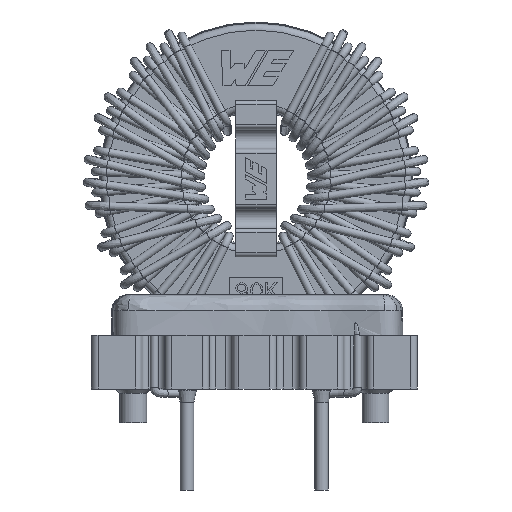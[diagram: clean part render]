
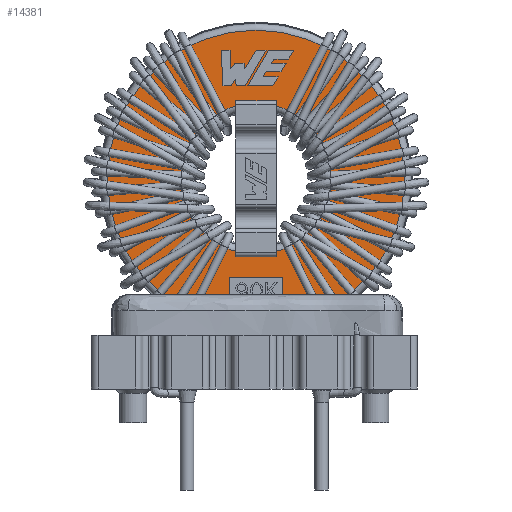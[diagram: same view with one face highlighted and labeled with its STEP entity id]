
A CAD part, front view. The second image highlights one B-rep face of the part: STEP entity #14381.
In plain terms, the highlighted planar face has unit normal (0, -1, 0).
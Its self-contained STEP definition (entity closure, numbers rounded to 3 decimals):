
#812=CIRCLE('',#16581,5.613);
#818=CIRCLE('',#16594,11.037);
#2464=ORIENTED_EDGE('',*,*,#5655,.F.);
#2465=ORIENTED_EDGE('',*,*,#5653,.F.);
#2466=ORIENTED_EDGE('',*,*,#5651,.F.);
#2467=ORIENTED_EDGE('',*,*,#5656,.F.);
#2468=ORIENTED_EDGE('',*,*,#5690,.F.);
#2469=ORIENTED_EDGE('',*,*,#5687,.F.);
#2470=ORIENTED_EDGE('',*,*,#5684,.F.);
#2471=ORIENTED_EDGE('',*,*,#5681,.F.);
#2472=ORIENTED_EDGE('',*,*,#5678,.F.);
#2473=ORIENTED_EDGE('',*,*,#5675,.F.);
#2474=ORIENTED_EDGE('',*,*,#5672,.F.);
#2475=ORIENTED_EDGE('',*,*,#5669,.F.);
#2476=ORIENTED_EDGE('',*,*,#5666,.F.);
#2477=ORIENTED_EDGE('',*,*,#5663,.F.);
#2478=ORIENTED_EDGE('',*,*,#5660,.F.);
#2479=ORIENTED_EDGE('',*,*,#5692,.F.);
#2480=ORIENTED_EDGE('',*,*,#5730,.F.);
#2481=ORIENTED_EDGE('',*,*,#5728,.F.);
#2482=ORIENTED_EDGE('',*,*,#5726,.F.);
#2483=ORIENTED_EDGE('',*,*,#5724,.F.);
#2484=ORIENTED_EDGE('',*,*,#5722,.F.);
#2485=ORIENTED_EDGE('',*,*,#5720,.F.);
#2486=ORIENTED_EDGE('',*,*,#5718,.F.);
#2487=ORIENTED_EDGE('',*,*,#5716,.F.);
#2488=ORIENTED_EDGE('',*,*,#5714,.F.);
#2489=ORIENTED_EDGE('',*,*,#5712,.F.);
#2490=ORIENTED_EDGE('',*,*,#5710,.F.);
#2491=ORIENTED_EDGE('',*,*,#5708,.F.);
#2492=ORIENTED_EDGE('',*,*,#5731,.F.);
#2493=ORIENTED_EDGE('',*,*,#5744,.T.);
#2494=ORIENTED_EDGE('',*,*,#5750,.T.);
#5651=EDGE_CURVE('',#7389,#7388,#8927,.T.);
#5653=EDGE_CURVE('',#7388,#7390,#8929,.T.);
#5655=EDGE_CURVE('',#7390,#7391,#8931,.T.);
#5656=EDGE_CURVE('',#7391,#7389,#8932,.T.);
#5660=EDGE_CURVE('',#7395,#7392,#8936,.T.);
#5663=EDGE_CURVE('',#7392,#7396,#8939,.T.);
#5666=EDGE_CURVE('',#7396,#7398,#8942,.T.);
#5669=EDGE_CURVE('',#7398,#7400,#8945,.T.);
#5672=EDGE_CURVE('',#7400,#7402,#8948,.T.);
#5675=EDGE_CURVE('',#7402,#7404,#8951,.T.);
#5678=EDGE_CURVE('',#7404,#7406,#8954,.T.);
#5681=EDGE_CURVE('',#7406,#7408,#8957,.T.);
#5684=EDGE_CURVE('',#7408,#7410,#8960,.T.);
#5687=EDGE_CURVE('',#7410,#7412,#8963,.T.);
#5690=EDGE_CURVE('',#7412,#7414,#8966,.T.);
#5692=EDGE_CURVE('',#7414,#7395,#8968,.T.);
#5708=EDGE_CURVE('',#7430,#7429,#8984,.T.);
#5710=EDGE_CURVE('',#7429,#7431,#8986,.T.);
#5712=EDGE_CURVE('',#7431,#7432,#8988,.T.);
#5714=EDGE_CURVE('',#7432,#7433,#8990,.T.);
#5716=EDGE_CURVE('',#7433,#7434,#8992,.T.);
#5718=EDGE_CURVE('',#7434,#7435,#8994,.T.);
#5720=EDGE_CURVE('',#7435,#7436,#8996,.T.);
#5722=EDGE_CURVE('',#7436,#7437,#8998,.T.);
#5724=EDGE_CURVE('',#7437,#7438,#9000,.T.);
#5726=EDGE_CURVE('',#7438,#7439,#9002,.T.);
#5728=EDGE_CURVE('',#7439,#7440,#9004,.T.);
#5730=EDGE_CURVE('',#7440,#7441,#9006,.T.);
#5731=EDGE_CURVE('',#7441,#7430,#9007,.T.);
#5744=EDGE_CURVE('',#7454,#7454,#812,.T.);
#5750=EDGE_CURVE('',#7460,#7460,#818,.T.);
#7388=VERTEX_POINT('',#23026);
#7389=VERTEX_POINT('',#23028);
#7390=VERTEX_POINT('',#23032);
#7391=VERTEX_POINT('',#23036);
#7392=VERTEX_POINT('',#23042);
#7395=VERTEX_POINT('',#23047);
#7396=VERTEX_POINT('',#23051);
#7398=VERTEX_POINT('',#23057);
#7400=VERTEX_POINT('',#23063);
#7402=VERTEX_POINT('',#23069);
#7404=VERTEX_POINT('',#23075);
#7406=VERTEX_POINT('',#23081);
#7408=VERTEX_POINT('',#23087);
#7410=VERTEX_POINT('',#23093);
#7412=VERTEX_POINT('',#23099);
#7414=VERTEX_POINT('',#23105);
#7429=VERTEX_POINT('',#23142);
#7430=VERTEX_POINT('',#23144);
#7431=VERTEX_POINT('',#23148);
#7432=VERTEX_POINT('',#23152);
#7433=VERTEX_POINT('',#23156);
#7434=VERTEX_POINT('',#23160);
#7435=VERTEX_POINT('',#23164);
#7436=VERTEX_POINT('',#23168);
#7437=VERTEX_POINT('',#23172);
#7438=VERTEX_POINT('',#23176);
#7439=VERTEX_POINT('',#23180);
#7440=VERTEX_POINT('',#23184);
#7441=VERTEX_POINT('',#23188);
#7454=VERTEX_POINT('',#23228);
#7460=VERTEX_POINT('',#23247);
#8927=LINE('',#23029,#9925);
#8929=LINE('',#23033,#9927);
#8931=LINE('',#23037,#9929);
#8932=LINE('',#23039,#9930);
#8936=LINE('',#23048,#9934);
#8939=LINE('',#23054,#9937);
#8942=LINE('',#23060,#9940);
#8945=LINE('',#23066,#9943);
#8948=LINE('',#23072,#9946);
#8951=LINE('',#23078,#9949);
#8954=LINE('',#23084,#9952);
#8957=LINE('',#23090,#9955);
#8960=LINE('',#23096,#9958);
#8963=LINE('',#23102,#9961);
#8966=LINE('',#23108,#9964);
#8968=LINE('',#23111,#9966);
#8984=LINE('',#23145,#9982);
#8986=LINE('',#23149,#9984);
#8988=LINE('',#23153,#9986);
#8990=LINE('',#23157,#9988);
#8992=LINE('',#23161,#9990);
#8994=LINE('',#23165,#9992);
#8996=LINE('',#23169,#9994);
#8998=LINE('',#23173,#9996);
#9000=LINE('',#23177,#9998);
#9002=LINE('',#23181,#10000);
#9004=LINE('',#23185,#10002);
#9006=LINE('',#23189,#10004);
#9007=LINE('',#23191,#10005);
#9925=VECTOR('',#18643,1000.);
#9927=VECTOR('',#18647,1000.);
#9929=VECTOR('',#18651,1000.);
#9930=VECTOR('',#18654,1000.);
#9934=VECTOR('',#18660,1000.);
#9937=VECTOR('',#18665,1000.);
#9940=VECTOR('',#18670,1000.);
#9943=VECTOR('',#18675,1000.);
#9946=VECTOR('',#18680,1000.);
#9949=VECTOR('',#18685,1000.);
#9952=VECTOR('',#18690,1000.);
#9955=VECTOR('',#18695,1000.);
#9958=VECTOR('',#18700,1000.);
#9961=VECTOR('',#18705,1000.);
#9964=VECTOR('',#18710,1000.);
#9966=VECTOR('',#18714,1000.);
#9982=VECTOR('',#18736,1000.);
#9984=VECTOR('',#18740,1000.);
#9986=VECTOR('',#18744,1000.);
#9988=VECTOR('',#18748,1000.);
#9990=VECTOR('',#18752,1000.);
#9992=VECTOR('',#18756,1000.);
#9994=VECTOR('',#18760,1000.);
#9996=VECTOR('',#18764,1000.);
#9998=VECTOR('',#18768,1000.);
#10000=VECTOR('',#18772,1000.);
#10002=VECTOR('',#18776,1000.);
#10004=VECTOR('',#18780,1000.);
#10005=VECTOR('',#18783,1000.);
#10763=EDGE_LOOP('',(#2464,#2465,#2466,#2467));
#10764=EDGE_LOOP('',(#2468,#2469,#2470,#2471,#2472,#2473,#2474,#2475,#2476,
#2477,#2478,#2479));
#10765=EDGE_LOOP('',(#2480,#2481,#2482,#2483,#2484,#2485,#2486,#2487,#2488,
#2489,#2490,#2491,#2492));
#10766=EDGE_LOOP('',(#2493));
#10767=EDGE_LOOP('',(#2494));
#12391=FACE_BOUND('',#10763,.T.);
#12392=FACE_BOUND('',#10764,.T.);
#12393=FACE_BOUND('',#10765,.T.);
#12394=FACE_BOUND('',#10766,.T.);
#12395=FACE_BOUND('',#10767,.T.);
#13983=PLANE('',#16595);
#14381=ADVANCED_FACE('',(#12391,#12392,#12393,#12394,#12395),#13983,.F.);
#16581=AXIS2_PLACEMENT_3D('',#23227,#18830,#18831);
#16594=AXIS2_PLACEMENT_3D('',#23246,#18856,#18857);
#16595=AXIS2_PLACEMENT_3D('',#23248,#18858,#18859);
#18643=DIRECTION('',(-1.,0.,0.));
#18647=DIRECTION('',(0.,0.,-1.));
#18651=DIRECTION('',(1.,0.,0.));
#18654=DIRECTION('',(0.,0.,1.));
#18660=DIRECTION('',(-1.,0.,0.));
#18665=DIRECTION('',(0.507,0.,0.862));
#18670=DIRECTION('',(1.,0.,0.));
#18675=DIRECTION('',(0.505,0.,0.863));
#18680=DIRECTION('',(-1.,0.,0.));
#18685=DIRECTION('',(0.52,0.,0.854));
#18690=DIRECTION('',(1.,0.,0.));
#18695=DIRECTION('',(0.507,0.,0.862));
#18700=DIRECTION('',(-1.,0.,0.));
#18705=DIRECTION('',(-0.504,0.,-0.864));
#18710=DIRECTION('',(1.,0.,0.));
#18714=DIRECTION('',(0.509,0.,0.861));
#18736=DIRECTION('',(-1.,0.,0.));
#18740=DIRECTION('',(-0.512,0.,-0.859));
#18744=DIRECTION('',(-0.171,0.,0.985));
#18748=DIRECTION('',(-1.,0.,0.));
#18752=DIRECTION('',(-0.583,0.,-0.812));
#18756=DIRECTION('',(-0.047,0.,0.999));
#18760=DIRECTION('',(-1.,0.,0.));
#18764=DIRECTION('',(0.052,0.,-0.999));
#18768=DIRECTION('',(1.,0.,0.));
#18772=DIRECTION('',(0.551,0.,0.834));
#18776=DIRECTION('',(0.141,0.,-0.99));
#18780=DIRECTION('',(1.,0.,0.));
#18783=DIRECTION('',(0.506,0.,0.863));
#18830=DIRECTION('',(0.,1.,0.));
#18831=DIRECTION('',(1.,0.,0.));
#18856=DIRECTION('',(0.,-1.,0.));
#18857=DIRECTION('',(-1.,0.,0.));
#18858=DIRECTION('',(0.,1.,0.));
#18859=DIRECTION('',(1.,0.,0.));
#23026=CARTESIAN_POINT('',(-2.,-4.2,-7.325));
#23028=CARTESIAN_POINT('',(2.,-4.2,-7.325));
#23029=CARTESIAN_POINT('',(2.,-4.2,-7.325));
#23032=CARTESIAN_POINT('',(-2.,-4.2,-9.325));
#23033=CARTESIAN_POINT('',(-2.,-4.2,-7.325));
#23036=CARTESIAN_POINT('',(2.,-4.2,-9.325));
#23037=CARTESIAN_POINT('',(-2.,-4.2,-9.325));
#23039=CARTESIAN_POINT('',(2.,-4.2,-9.325));
#23042=CARTESIAN_POINT('',(0.527,-4.2,7.557));
#23047=CARTESIAN_POINT('',(1.64,-4.2,7.557));
#23048=CARTESIAN_POINT('',(1.64,-4.2,7.557));
#23051=CARTESIAN_POINT('',(0.748,-4.2,7.931));
#23054=CARTESIAN_POINT('',(0.527,-4.2,7.557));
#23057=CARTESIAN_POINT('',(1.86,-4.2,7.931));
#23060=CARTESIAN_POINT('',(0.748,-4.2,7.931));
#23063=CARTESIAN_POINT('',(2.242,-4.2,8.584));
#23066=CARTESIAN_POINT('',(1.86,-4.2,7.931));
#23069=CARTESIAN_POINT('',(1.135,-4.2,8.584));
#23072=CARTESIAN_POINT('',(2.242,-4.2,8.584));
#23075=CARTESIAN_POINT('',(1.321,-4.2,8.89));
#23078=CARTESIAN_POINT('',(1.135,-4.2,8.584));
#23081=CARTESIAN_POINT('',(2.425,-4.2,8.89));
#23084=CARTESIAN_POINT('',(1.321,-4.2,8.89));
#23087=CARTESIAN_POINT('',(2.81,-4.2,9.544));
#23090=CARTESIAN_POINT('',(2.425,-4.2,8.89));
#23093=CARTESIAN_POINT('',(0.932,-4.2,9.544));
#23096=CARTESIAN_POINT('',(2.81,-4.2,9.544));
#23099=CARTESIAN_POINT('',(-0.6,-4.2,6.916));
#23102=CARTESIAN_POINT('',(0.932,-4.2,9.544));
#23105=CARTESIAN_POINT('',(1.261,-4.2,6.916));
#23108=CARTESIAN_POINT('',(-0.6,-4.2,6.916));
#23111=CARTESIAN_POINT('',(1.261,-4.2,6.916));
#23142=CARTESIAN_POINT('',(0.005,-4.2,9.544));
#23144=CARTESIAN_POINT('',(0.747,-4.2,9.544));
#23145=CARTESIAN_POINT('',(0.747,-4.2,9.544));
#23148=CARTESIAN_POINT('',(-0.817,-4.2,8.165));
#23149=CARTESIAN_POINT('',(0.005,-4.2,9.544));
#23152=CARTESIAN_POINT('',(-0.89,-4.2,8.584));
#23153=CARTESIAN_POINT('',(-0.817,-4.2,8.165));
#23156=CARTESIAN_POINT('',(-1.575,-4.2,8.584));
#23157=CARTESIAN_POINT('',(-0.89,-4.2,8.584));
#23160=CARTESIAN_POINT('',(-1.865,-4.2,8.18));
#23161=CARTESIAN_POINT('',(-1.575,-4.2,8.584));
#23164=CARTESIAN_POINT('',(-1.93,-4.2,9.544));
#23165=CARTESIAN_POINT('',(-1.865,-4.2,8.18));
#23168=CARTESIAN_POINT('',(-2.591,-4.2,9.544));
#23169=CARTESIAN_POINT('',(-1.93,-4.2,9.544));
#23172=CARTESIAN_POINT('',(-2.454,-4.2,6.916));
#23173=CARTESIAN_POINT('',(-2.591,-4.2,9.544));
#23176=CARTESIAN_POINT('',(-1.833,-4.2,6.916));
#23177=CARTESIAN_POINT('',(-2.454,-4.2,6.916));
#23180=CARTESIAN_POINT('',(-1.535,-4.2,7.367));
#23181=CARTESIAN_POINT('',(-1.833,-4.2,6.916));
#23184=CARTESIAN_POINT('',(-1.47,-4.2,6.916));
#23185=CARTESIAN_POINT('',(-1.535,-4.2,7.367));
#23188=CARTESIAN_POINT('',(-0.793,-4.2,6.916));
#23189=CARTESIAN_POINT('',(-1.47,-4.2,6.916));
#23191=CARTESIAN_POINT('',(-0.793,-4.2,6.916));
#23227=CARTESIAN_POINT('',(0.,-4.2,0.));
#23228=CARTESIAN_POINT('',(5.613,-4.2,0.));
#23246=CARTESIAN_POINT('',(0.,-4.2,0.));
#23247=CARTESIAN_POINT('',(-11.037,-4.2,0.));
#23248=CARTESIAN_POINT('',(0.,-4.2,0.));
